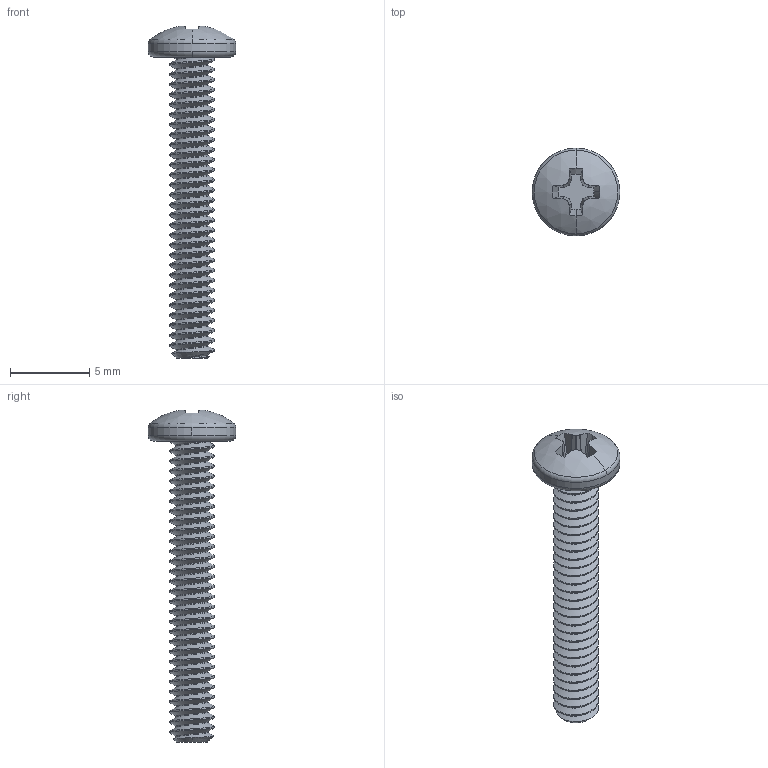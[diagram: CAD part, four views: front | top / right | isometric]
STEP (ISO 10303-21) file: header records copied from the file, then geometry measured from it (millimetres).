
FILE_DESCRIPTION (( 'STEP AP203' ), '1' );
FILE_NAME ('GPMQ3920 screw.STEP', '2014-09-19T14:19:03', ( 'Kyle' ), ( 'Microsoft' ), 'SwSTEP 2.0', 'SolidWorks 2014', '' );
FILE_SCHEMA (( 'CONFIG_CONTROL_DESIGN' ));
Length unit declared in the file: inch
Products named in the file (1): GPMQ3920 screw
Bounding box: 5.56 x 5.56 x 21.01 mm (x, y, z)
Volume: 120.8 mm3; surface area: 332 mm2
Topology: 1 solids, 1 shells, 202 faces, 592 edges, 393 vertices
Faces by surface type: cylinder 165, plane 19, cone 9, torus 4, bspline 3, sphere 2
Entity records: 9234 total; most frequent: CARTESIAN_POINT 4740, ORIENTED_EDGE 1184, DIRECTION 706, EDGE_CURVE 592, VERTEX_POINT 393, AXIS2_PLACEMENT_3D 255, EDGE_LOOP 203, FACE_OUTER_BOUND 202
